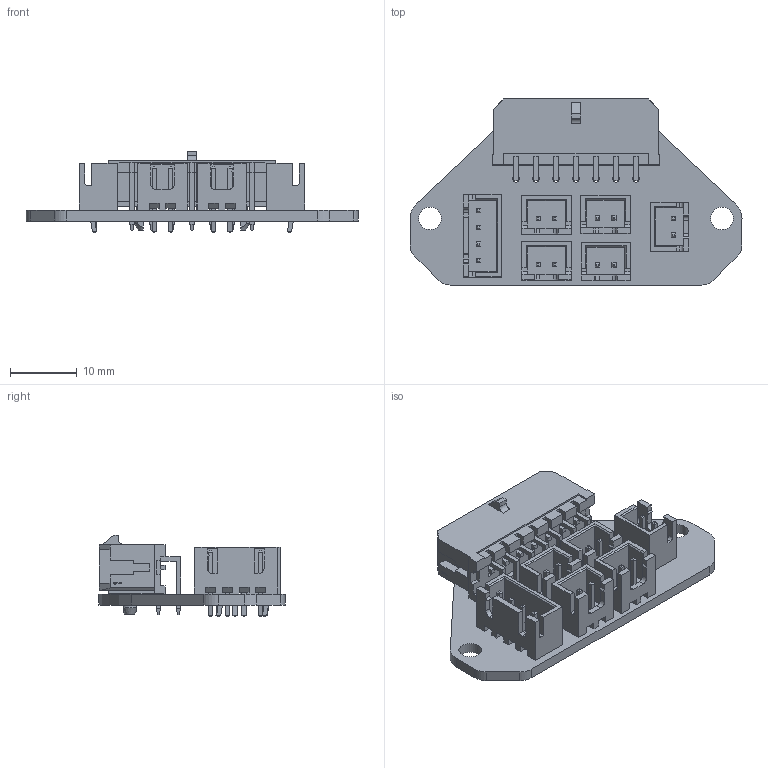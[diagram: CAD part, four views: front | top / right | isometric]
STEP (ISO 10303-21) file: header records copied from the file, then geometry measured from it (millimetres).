
FILE_DESCRIPTION(('KiCad electronic assembly'),'2;1');
FILE_NAME('Toolhead_PCB.step','2021-06-01T23:29:57',('An Author'),( 'A Company'),'Open CASCADE STEP processor 6.9', 'KiCad to STEP converter','Unknown');
FILE_SCHEMA(('AUTOMOTIVE_DESIGN { 1 0 10303 214 1 1 1 1 }'));
Length unit declared in the file: millimetre
Products named in the file (8): Open CASCADE STEP translator 6.9 1; 430451400; SOLID; JST_XH_B2B-XH-A_1x02_P2.50mm_Vertical; JST_XH_B4B-XH-A_1x04_P2.50mm_Vertical; COMPOUND
Assembly tree (11 placements, depth 3):
  Open CASCADE STEP translator 6.9 1
    430451400
      SOLID
    JST_XH_B2B-XH-A_1x02_P2.50mm_Vertical  x5
      SOLID
    JST_XH_B4B-XH-A_1x04_P2.50mm_Vertical
      SOLID
    COMPOUND
Bounding box: 49.84 x 27.94 x 12.23 mm (x, y, z)
Volume: 3664.8 mm3; surface area: 7480.6 mm2
Topology: 8 solids, 8 shells, 1237 faces, 3220 edges, 2059 vertices
Faces by surface type: plane 1165, cylinder 68, torus 2, cone 2
Full cylindrical faces by diameter (mm): 0.95 x4, 1 x10, 1.02 x14, 3 x2, 3.4 x2
Entity records: 57579 total; most frequent: CARTESIAN_POINT 9460, DIRECTION 8644, LINE 6528, VECTOR 6528, ORIENTED_EDGE 4528, PCURVE 4528, DEFINITIONAL_REPRESENTATION 4528, EDGE_CURVE 2264
